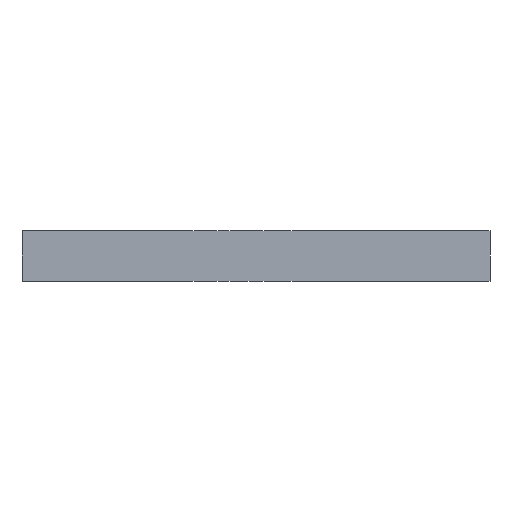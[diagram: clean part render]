
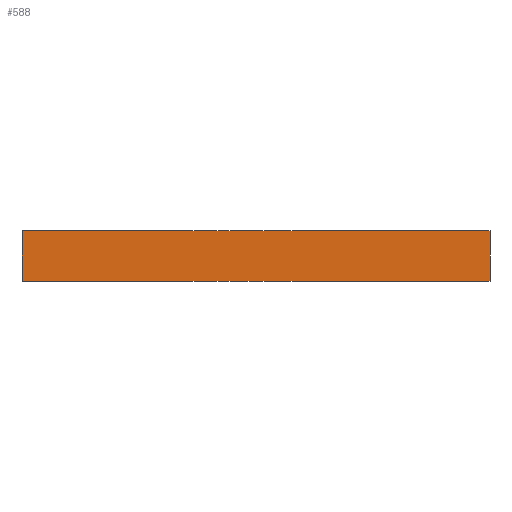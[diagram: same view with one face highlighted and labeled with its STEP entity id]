
A CAD part, left-side view. The second image highlights one B-rep face of the part: STEP entity #588.
In plain terms, the highlighted planar face has unit normal (-1, 0, 0).
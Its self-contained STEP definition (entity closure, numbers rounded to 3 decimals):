
#10 = CARTESIAN_POINT ( 'NONE',  ( 621.288, 470.853, 0. ) ) ;
#58 = LINE ( 'NONE', #1174, #833 ) ;
#115 = CARTESIAN_POINT ( 'NONE',  ( 621.288, 470.853, 5.64 ) ) ;
#119 = ORIENTED_EDGE ( 'NONE', *, *, #1015, .T. ) ;
#152 = ORIENTED_EDGE ( 'NONE', *, *, #1154, .T. ) ;
#153 = CARTESIAN_POINT ( 'NONE',  ( 621.288, 424.353, 0. ) ) ;
#170 = VERTEX_POINT ( 'NONE', #115 ) ;
#196 = PLANE ( 'NONE',  #1121 ) ;
#277 = DIRECTION ( 'NONE',  ( 0., -1., 0. ) ) ;
#281 = CARTESIAN_POINT ( 'NONE',  ( 621.288, 418.353, 0. ) ) ;
#286 = VERTEX_POINT ( 'NONE', #10 ) ;
#372 = CARTESIAN_POINT ( 'NONE',  ( 621.288, 418.353, 5.64 ) ) ;
#404 = DIRECTION ( 'NONE',  ( 0., 0., -1. ) ) ;
#431 = EDGE_LOOP ( 'NONE', ( #119, #640, #1164, #152 ) ) ;
#547 = LINE ( 'NONE', #989, #773 ) ;
#588 = ADVANCED_FACE ( 'NONE', ( #859 ), #196, .F. ) ;
#601 = EDGE_CURVE ( 'NONE', #170, #1012, #58, .T. ) ;
#632 = VECTOR ( 'NONE', #660, 1000. ) ;
#633 = VERTEX_POINT ( 'NONE', #281 ) ;
#640 = ORIENTED_EDGE ( 'NONE', *, *, #1081, .F. ) ;
#660 = DIRECTION ( 'NONE',  ( 0., -1., 0. ) ) ;
#710 = LINE ( 'NONE', #372, #993 ) ;
#760 = CARTESIAN_POINT ( 'NONE',  ( 621.288, 418.353, 5.64 ) ) ;
#773 = VECTOR ( 'NONE', #783, 1000. ) ;
#783 = DIRECTION ( 'NONE',  ( 0., 0., -1. ) ) ;
#784 = DIRECTION ( 'NONE',  ( 1., 0., 0. ) ) ;
#833 = VECTOR ( 'NONE', #277, 1000. ) ;
#859 = FACE_OUTER_BOUND ( 'NONE', #431, .T. ) ;
#882 = CARTESIAN_POINT ( 'NONE',  ( 621.288, 424.353, 5.64 ) ) ;
#989 = CARTESIAN_POINT ( 'NONE',  ( 621.288, 470.853, 5.64 ) ) ;
#993 = VECTOR ( 'NONE', #1068, 1000. ) ;
#1012 = VERTEX_POINT ( 'NONE', #760 ) ;
#1015 = EDGE_CURVE ( 'NONE', #286, #633, #1041, .T. ) ;
#1041 = LINE ( 'NONE', #153, #632 ) ;
#1068 = DIRECTION ( 'NONE',  ( 0., 0., -1. ) ) ;
#1081 = EDGE_CURVE ( 'NONE', #1012, #633, #710, .T. ) ;
#1121 = AXIS2_PLACEMENT_3D ( 'NONE', #882, #784, #404 ) ;
#1154 = EDGE_CURVE ( 'NONE', #170, #286, #547, .T. ) ;
#1164 = ORIENTED_EDGE ( 'NONE', *, *, #601, .F. ) ;
#1174 = CARTESIAN_POINT ( 'NONE',  ( 621.288, 464.853, 5.64 ) ) ;
